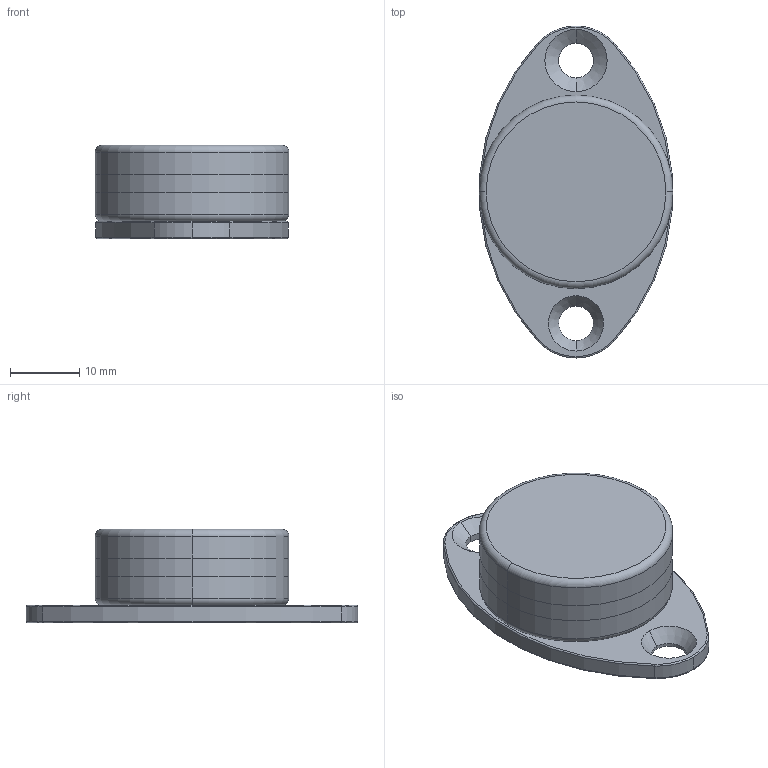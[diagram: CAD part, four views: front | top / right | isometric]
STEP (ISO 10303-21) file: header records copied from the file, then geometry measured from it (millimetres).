
FILE_DESCRIPTION((''),'2;1');
FILE_NAME('CAD-8488_ASM','2022-07-20T08:32:27',('creinig-se'),(''),'CREO PARAMETRIC BY PTC INC, 2019292','CREO PARAMETRIC BY PTC INC, 2019292','');
FILE_SCHEMA(('CONFIG_CONTROL_DESIGN','SHAPE_APPEARANCE_LAYERS_GROUPS'));
Length unit declared in the file: millimetre
Products named in the file (3): CAD-8488_0_SW0001; CAD-8488_00; CAD-8488_ASM
Assembly tree (2 placements, depth 2):
  CAD-8488_ASM
    CAD-8488_0_SW0001
    CAD-8488_00
Bounding box: 28 x 48 x 13.5 mm (x, y, z)
Volume: 9118.1 mm3; surface area: 5811.3 mm2
Topology: 3 solids, 3 shells, 39 faces, 84 edges, 52 vertices
Faces by surface type: cylinder 16, torus 12, plane 7, cone 4
Entity records: 1508 total; most frequent: DIRECTION 236, CARTESIAN_POINT 180, ORIENTED_EDGE 168, AXIS2_PLACEMENT_3D 108, PRESENTATION_STYLE_ASSIGNMENT 87, STYLED_ITEM 87, CURVE_STYLE 84, EDGE_CURVE 84
